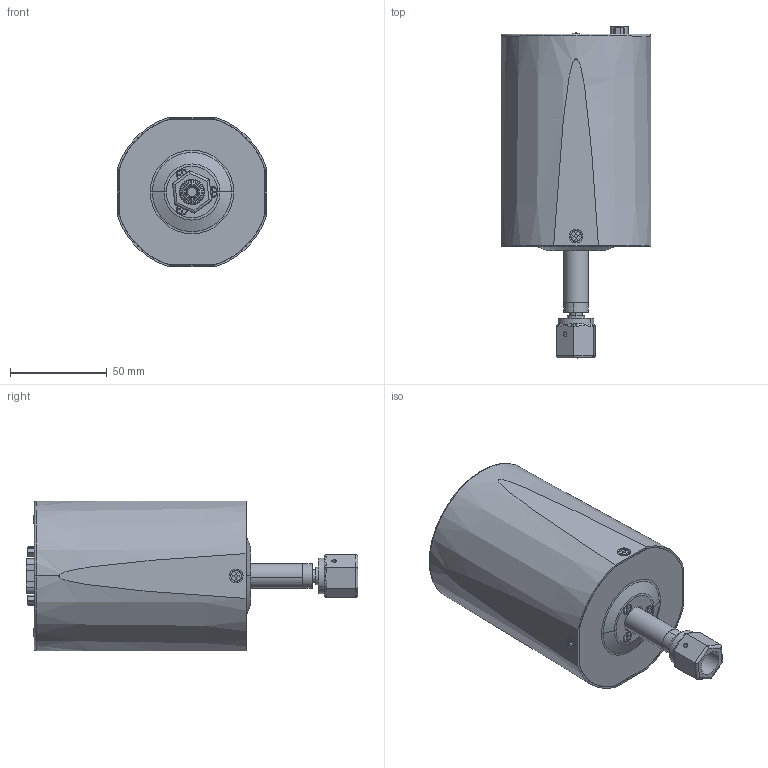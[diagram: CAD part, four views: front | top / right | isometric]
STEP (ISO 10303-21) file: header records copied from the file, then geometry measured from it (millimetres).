
FILE_DESCRIPTION (( 'STEP AP203' ), '1' );
FILE_NAME ('CMX-2-XXX-1-N.STEP', '2021-02-10T14:18:32', ( '' ), ( '' ), 'SwSTEP 2.0', 'SolidWorks 2020', '' );
FILE_SCHEMA (( 'CONFIG_CONTROL_DESIGN' ));
Length unit declared in the file: inch
Products named in the file (1): CMX-2-XXX-1-N
Bounding box: 77.44 x 171.41 x 77.44 mm (x, y, z)
Volume: 62699.1 mm3; surface area: 100750.5 mm2
Topology: 24 solids, 24 shells, 2424 faces, 6395 edges, 4174 vertices
Faces by surface type: plane 1412, cylinder 458, bspline 289, cone 138, torus 115, sphere 12
Entity records: 90211 total; most frequent: CARTESIAN_POINT 31107, ORIENTED_EDGE 12774, DIRECTION 11208, EDGE_CURVE 6387, VECTOR 4282, LINE 4282, VERTEX_POINT 4174, AXIS2_PLACEMENT_3D 3463
